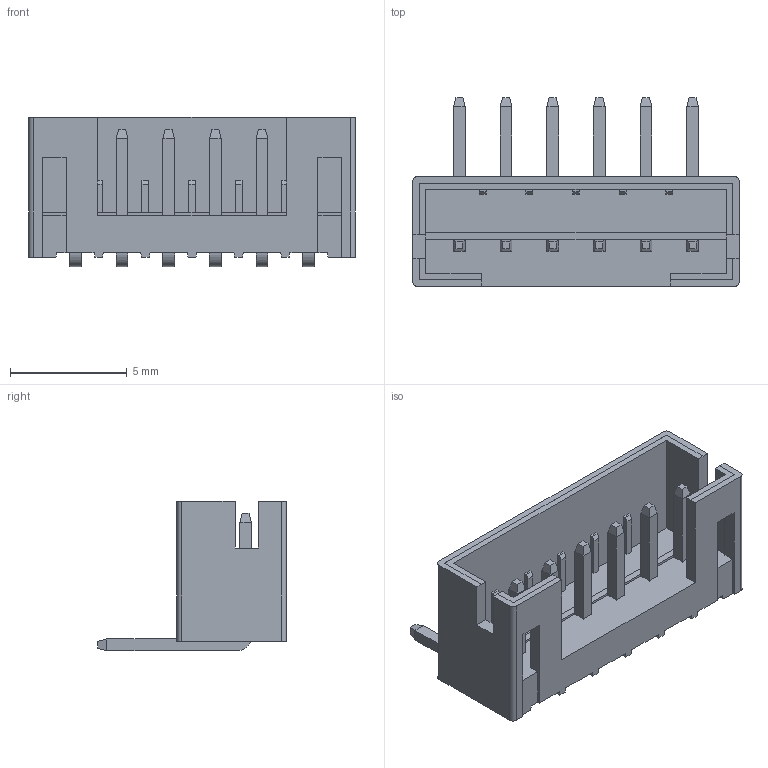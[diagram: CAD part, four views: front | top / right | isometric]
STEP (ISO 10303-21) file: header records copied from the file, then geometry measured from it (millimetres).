
FILE_DESCRIPTION(('FreeCAD Model'),'2;1');
FILE_NAME('Open CASCADE Shape Model','2025-03-28T21:32:26',(''),(''), 'Open CASCADE STEP processor 7.8','FreeCAD','Unknown');
FILE_SCHEMA(('AUTOMOTIVE_DESIGN { 1 0 10303 214 1 1 1 1 }'));
Length unit declared in the file: millimetre
Products named in the file (4): th_header_s6b_ph_k_s_knockoff; Body; Array; Body001
Assembly tree (8 placements, depth 3):
  th_header_s6b_ph_k_s_knockoff
    Body
    Array
      Body001  x6
Bounding box: 14 x 8.1 x 6.4 mm (x, y, z)
Volume: 167.9 mm3; surface area: 607.1 mm2
Topology: 7 solids, 7 shells, 241 faces, 675 edges, 438 vertices
Faces by surface type: plane 225, cylinder 16
Entity records: 5330 total; most frequent: CARTESIAN_POINT 953, ORIENTED_EDGE 950, DIRECTION 807, EDGE_CURVE 475, LINE 463, VECTOR 463, VERTEX_POINT 318, AXIS2_PLACEMENT_3D 172
